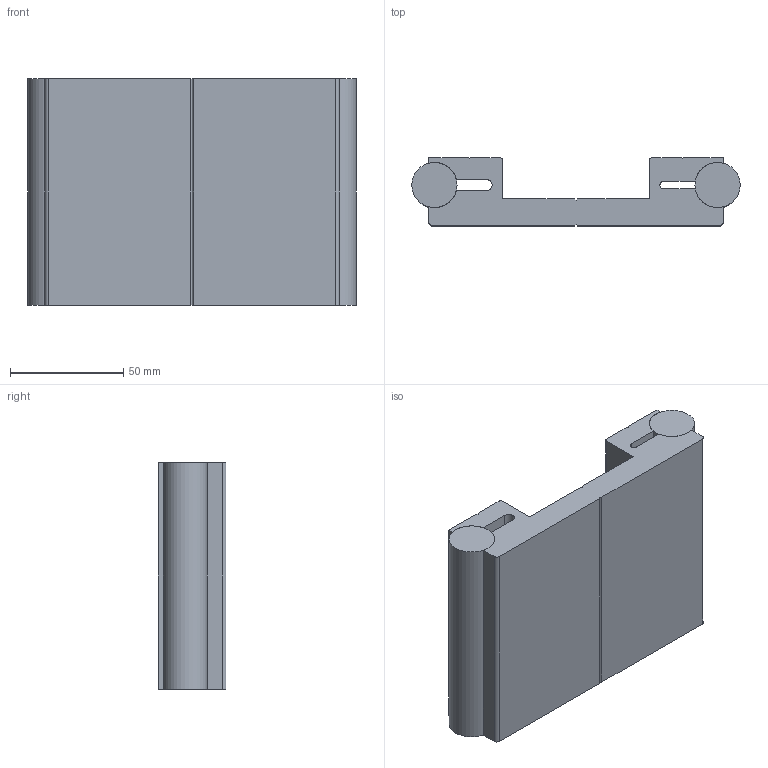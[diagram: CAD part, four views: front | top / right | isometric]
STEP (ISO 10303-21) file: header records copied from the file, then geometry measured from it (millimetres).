
FILE_DESCRIPTION(/* description */ ('PROF.GUIDA -'),/* implementation_level */ '2;1');
FILE_NAME(/* name */ 'BPRGD0000009.stp',/* time_stamp */ '2022-12-12T09:05:26+01:00',/* author */ ('tecnico7'),/* organization */ (''),/* preprocessor_version */ 'ST-DEVELOPER v18.1',/* originating_system */ 'Autodesk Inventor 2022',/* authorisation */ '');
FILE_SCHEMA (('AUTOMOTIVE_DESIGN { 1 0 10303 214 3 1 1 }'));
Length unit declared in the file: millimetre
Products named in the file (3): BPRGD0000009; 440000025717; 440000025716
Assembly tree (3 placements, depth 2):
  BPRGD0000009
    440000025717
    440000025716  x2
Bounding box: 145 x 30 x 100 mm (x, y, z)
Volume: 281384 mm3; surface area: 63086.9 mm2
Topology: 3 solids, 3 shells, 46 faces, 120 edges, 80 vertices
Faces by surface type: plane 32, cylinder 14
Full cylindrical faces by diameter (mm): 20 x2
Entity records: 1481 total; most frequent: CARTESIAN_POINT 244, DIRECTION 241, ORIENTED_EDGE 234, EDGE_CURVE 117, LINE 91, VECTOR 91, VERTEX_POINT 78, AXIS2_PLACEMENT_3D 75
